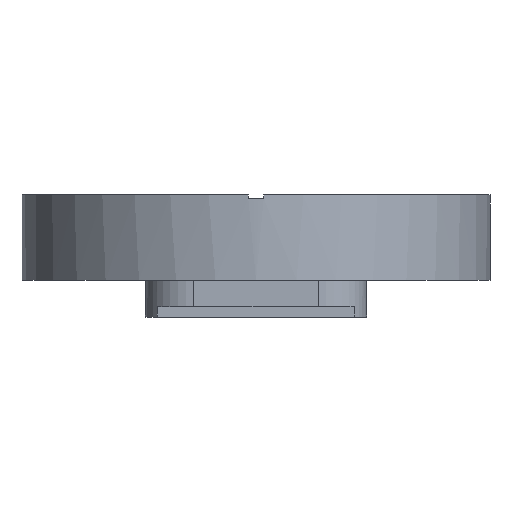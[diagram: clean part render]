
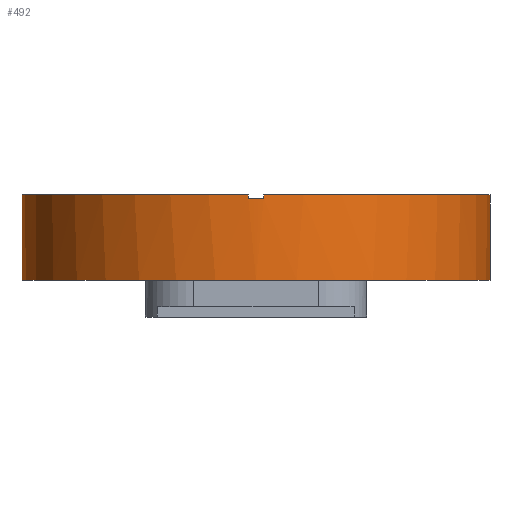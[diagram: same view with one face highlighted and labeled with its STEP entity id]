
A CAD part, left-side view. The second image highlights one B-rep face of the part: STEP entity #492.
In plain terms, the highlighted cylindrical face has radius 34.9 mm (diameter 69.8 mm), a partial arc.
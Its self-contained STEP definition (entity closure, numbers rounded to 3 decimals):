
#492=ADVANCED_FACE('',(#1080),#1081,.T.);
#1080=FACE_OUTER_BOUND('',#1743,.T.);
#1081=CYLINDRICAL_SURFACE('',#1744,34.9);
#1743=EDGE_LOOP('',(#3079,#3080,#3081,#3082,#3083,#3084,#3085,#3086));
#1744=AXIS2_PLACEMENT_3D('',#3087,#3088,#3089);
#3079=ORIENTED_EDGE('',*,*,#4245,.F.);
#3080=ORIENTED_EDGE('',*,*,#4115,.T.);
#3081=ORIENTED_EDGE('',*,*,#4246,.F.);
#3082=ORIENTED_EDGE('',*,*,#4247,.T.);
#3083=ORIENTED_EDGE('',*,*,#4091,.T.);
#3084=ORIENTED_EDGE('',*,*,#3816,.T.);
#3085=ORIENTED_EDGE('',*,*,#3812,.T.);
#3086=ORIENTED_EDGE('',*,*,#4103,.T.);
#3087=CARTESIAN_POINT('',(148.5,105.0,-3.9));
#3088=DIRECTION('',(-0.0,0.0,-1.0));
#3089=DIRECTION('',(0.,1.0,0.0));
#3812=EDGE_CURVE('',#4552,#4550,#4553,.T.);
#3816=EDGE_CURVE('',#4558,#4552,#4559,.T.);
#4091=EDGE_CURVE('',#4996,#4558,#4997,.T.);
#4103=EDGE_CURVE('',#4550,#5010,#5012,.T.);
#4115=EDGE_CURVE('',#5027,#5028,#5029,.T.);
#4245=EDGE_CURVE('',#5027,#5010,#5190,.T.);
#4246=EDGE_CURVE('',#5191,#5028,#5192,.T.);
#4247=EDGE_CURVE('',#5191,#4996,#5193,.T.);
#4550=VERTEX_POINT('',#5535);
#4552=VERTEX_POINT('',#5538);
#4553=LINE('',#5539,#5540);
#4558=VERTEX_POINT('',#5546);
#4559=CIRCLE('',#5547,34.9);
#4996=VERTEX_POINT('',#6063);
#4997=LINE('',#6064,#6065);
#5010=VERTEX_POINT('',#6082);
#5012=CIRCLE('',#6084,34.9);
#5027=VERTEX_POINT('',#6105);
#5028=VERTEX_POINT('',#6106);
#5029=CIRCLE('',#6107,34.9);
#5190=LINE('',#6295,#6296);
#5191=VERTEX_POINT('',#6297);
#5192=LINE('',#6298,#6299);
#5193=CIRCLE('',#6300,34.9);
#5535=CARTESIAN_POINT('',(113.619,106.15,9.1));
#5538=CARTESIAN_POINT('',(113.619,106.15,8.6));
#5539=CARTESIAN_POINT('',(113.619,106.15,8.85));
#5540=VECTOR('',#6646,1.0);
#5546=CARTESIAN_POINT('',(113.619,103.85,8.6));
#5547=AXIS2_PLACEMENT_3D('',#6651,#6652,#6653);
#6063=CARTESIAN_POINT('',(113.619,103.85,9.1));
#6064=CARTESIAN_POINT('',(113.619,103.85,8.85));
#6065=VECTOR('',#7147,1.0);
#6082=CARTESIAN_POINT('',(148.5,139.9,9.1));
#6084=AXIS2_PLACEMENT_3D('',#7167,#7168,#7169);
#6105=CARTESIAN_POINT('',(148.5,139.9,-3.6));
#6106=CARTESIAN_POINT('',(148.5,70.1,-3.6));
#6107=AXIS2_PLACEMENT_3D('',#7182,#7183,#7184);
#6295=CARTESIAN_POINT('',(148.5,139.9,2.75));
#6296=VECTOR('',#7374,1.0);
#6297=CARTESIAN_POINT('',(148.5,70.1,9.1));
#6298=CARTESIAN_POINT('',(148.5,70.1,2.75));
#6299=VECTOR('',#7375,1.0);
#6300=AXIS2_PLACEMENT_3D('',#7376,#7377,#7378);
#6646=DIRECTION('',(0.0,0.0,1.0));
#6651=CARTESIAN_POINT('',(148.5,105.0,8.6));
#6652=DIRECTION('',(0.0,0.,-1.0));
#6653=DIRECTION('',(0.,1.0,0.));
#7147=DIRECTION('',(0.0,-0.0,-1.0));
#7167=CARTESIAN_POINT('',(148.5,105.0,9.1));
#7168=DIRECTION('',(0.0,0.0,-1.0));
#7169=DIRECTION('',(0.,1.0,0.0));
#7182=CARTESIAN_POINT('',(148.5,105.0,-3.6));
#7183=DIRECTION('',(0.0,-0.0,1.0));
#7184=DIRECTION('',(0.,1.0,0.0));
#7374=DIRECTION('',(0.0,0.0,1.0));
#7375=DIRECTION('',(-0.0,-0.0,-1.0));
#7376=CARTESIAN_POINT('',(148.5,105.0,9.1));
#7377=DIRECTION('',(0.0,0.0,-1.0));
#7378=DIRECTION('',(0.,1.0,0.0));
